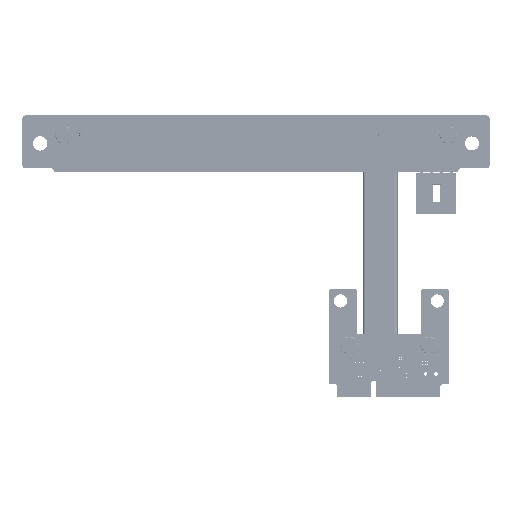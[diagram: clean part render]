
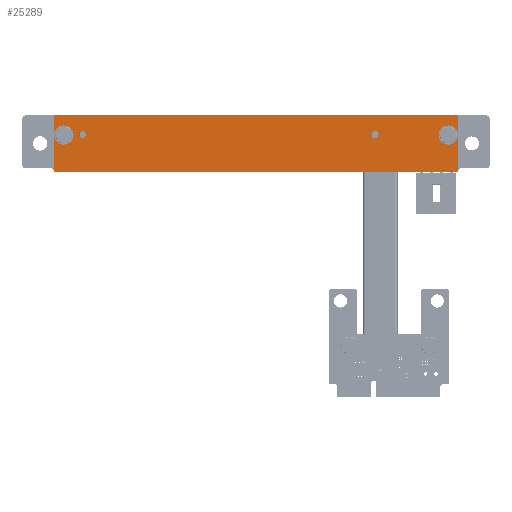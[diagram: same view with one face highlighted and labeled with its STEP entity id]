
A CAD part, top view. The second image highlights one B-rep face of the part: STEP entity #25289.
In plain terms, the highlighted face is planar.
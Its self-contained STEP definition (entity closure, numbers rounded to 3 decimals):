
#19550 = EDGE_CURVE('',#19551,#19553,#19555,.T.);
#19551 = VERTEX_POINT('',#19552);
#19552 = CARTESIAN_POINT('',(98.701,4.407,-0.7));
#19553 = VERTEX_POINT('',#19554);
#19554 = CARTESIAN_POINT('',(98.701,-8.826,-0.7));
#19555 = LINE('',#19556,#19557);
#19556 = CARTESIAN_POINT('',(98.701,4.907,-0.7));
#19557 = VECTOR('',#19558,1.);
#19558 = DIRECTION('',(0.,-1.,0.));
#19583 = VERTEX_POINT('',#19584);
#19584 = CARTESIAN_POINT('',(98.201,4.907,-0.7));
#19590 = EDGE_CURVE('',#19591,#19583,#19593,.T.);
#19591 = VERTEX_POINT('',#19592);
#19592 = CARTESIAN_POINT('',(-1.994,4.907,-0.7));
#19593 = LINE('',#19594,#19595);
#19594 = CARTESIAN_POINT('',(-2.494,4.907,-0.7));
#19595 = VECTOR('',#19596,1.);
#19596 = DIRECTION('',(1.,0.,0.));
#19614 = VERTEX_POINT('',#19615);
#19615 = CARTESIAN_POINT('',(-2.494,4.407,-0.7));
#19621 = EDGE_CURVE('',#19622,#19614,#19624,.T.);
#19622 = VERTEX_POINT('',#19623);
#19623 = CARTESIAN_POINT('',(-2.494,-8.826,-0.7));
#19624 = LINE('',#19625,#19626);
#19625 = CARTESIAN_POINT('',(-2.494,-9.326,-0.7));
#19626 = VECTOR('',#19627,1.);
#19627 = DIRECTION('',(0.,1.,0.));
#19645 = VERTEX_POINT('',#19646);
#19646 = CARTESIAN_POINT('',(-1.994,-9.326,-0.7));
#19652 = EDGE_CURVE('',#19653,#19645,#19655,.T.);
#19653 = VERTEX_POINT('',#19654);
#19654 = CARTESIAN_POINT('',(98.201,-9.326,-0.7));
#19655 = LINE('',#19656,#19657);
#19656 = CARTESIAN_POINT('',(98.701,-9.326,-0.7));
#19657 = VECTOR('',#19658,1.);
#19658 = DIRECTION('',(-1.,0.,0.));
#25289 = ADVANCED_FACE('',(#25290,#25301,#25312),#25346,.T.);
#25290 = FACE_BOUND('',#25291,.T.);
#25291 = EDGE_LOOP('',(#25292));
#25292 = ORIENTED_EDGE('',*,*,#25293,.F.);
#25293 = EDGE_CURVE('',#25294,#25294,#25296,.T.);
#25294 = VERTEX_POINT('',#25295);
#25295 = CARTESIAN_POINT('',(-2.4,0.,-0.7));
#25296 = CIRCLE('',#25297,2.4);
#25297 = AXIS2_PLACEMENT_3D('',#25298,#25299,#25300);
#25298 = CARTESIAN_POINT('',(0.,0.,-0.7));
#25299 = DIRECTION('',(0.,0.,-1.));
#25300 = DIRECTION('',(-1.,0.,0.));
#25301 = FACE_BOUND('',#25302,.T.);
#25302 = EDGE_LOOP('',(#25303));
#25303 = ORIENTED_EDGE('',*,*,#25304,.F.);
#25304 = EDGE_CURVE('',#25305,#25305,#25307,.T.);
#25305 = VERTEX_POINT('',#25306);
#25306 = CARTESIAN_POINT('',(93.801,-0.001,-0.7)
  );
#25307 = CIRCLE('',#25308,2.4);
#25308 = AXIS2_PLACEMENT_3D('',#25309,#25310,#25311);
#25309 = CARTESIAN_POINT('',(96.201,-0.001,-0.7)
  );
#25310 = DIRECTION('',(0.,0.,-1.));
#25311 = DIRECTION('',(-1.,0.,0.));
#25312 = FACE_BOUND('',#25313,.T.);
#25313 = EDGE_LOOP('',(#25314,#25315,#25322,#25323,#25330,#25331,#25338,
    #25339));
#25314 = ORIENTED_EDGE('',*,*,#19590,.T.);
#25315 = ORIENTED_EDGE('',*,*,#25316,.T.);
#25316 = EDGE_CURVE('',#19583,#19551,#25317,.T.);
#25317 = CIRCLE('',#25318,0.5);
#25318 = AXIS2_PLACEMENT_3D('',#25319,#25320,#25321);
#25319 = CARTESIAN_POINT('',(98.201,4.407,-0.7));
#25320 = DIRECTION('',(0.,0.,-1.));
#25321 = DIRECTION('',(-1.,0.,0.));
#25322 = ORIENTED_EDGE('',*,*,#19550,.T.);
#25323 = ORIENTED_EDGE('',*,*,#25324,.T.);
#25324 = EDGE_CURVE('',#19553,#19653,#25325,.T.);
#25325 = CIRCLE('',#25326,0.5);
#25326 = AXIS2_PLACEMENT_3D('',#25327,#25328,#25329);
#25327 = CARTESIAN_POINT('',(98.201,-8.826,-0.7));
#25328 = DIRECTION('',(0.,0.,-1.));
#25329 = DIRECTION('',(-1.,0.,0.));
#25330 = ORIENTED_EDGE('',*,*,#19652,.T.);
#25331 = ORIENTED_EDGE('',*,*,#25332,.T.);
#25332 = EDGE_CURVE('',#19645,#19622,#25333,.T.);
#25333 = CIRCLE('',#25334,0.5);
#25334 = AXIS2_PLACEMENT_3D('',#25335,#25336,#25337);
#25335 = CARTESIAN_POINT('',(-1.994,-8.826,-0.7));
#25336 = DIRECTION('',(0.,0.,-1.));
#25337 = DIRECTION('',(-1.,0.,0.));
#25338 = ORIENTED_EDGE('',*,*,#19621,.T.);
#25339 = ORIENTED_EDGE('',*,*,#25340,.T.);
#25340 = EDGE_CURVE('',#19614,#19591,#25341,.T.);
#25341 = CIRCLE('',#25342,0.5);
#25342 = AXIS2_PLACEMENT_3D('',#25343,#25344,#25345);
#25343 = CARTESIAN_POINT('',(-1.994,4.407,-0.7));
#25344 = DIRECTION('',(0.,0.,-1.));
#25345 = DIRECTION('',(-1.,0.,0.));
#25346 = PLANE('',#25347);
#25347 = AXIS2_PLACEMENT_3D('',#25348,#25349,#25350);
#25348 = CARTESIAN_POINT('',(0.,0.,-0.7));
#25349 = DIRECTION('',(0.,0.,-1.));
#25350 = DIRECTION('',(-1.,0.,0.));
